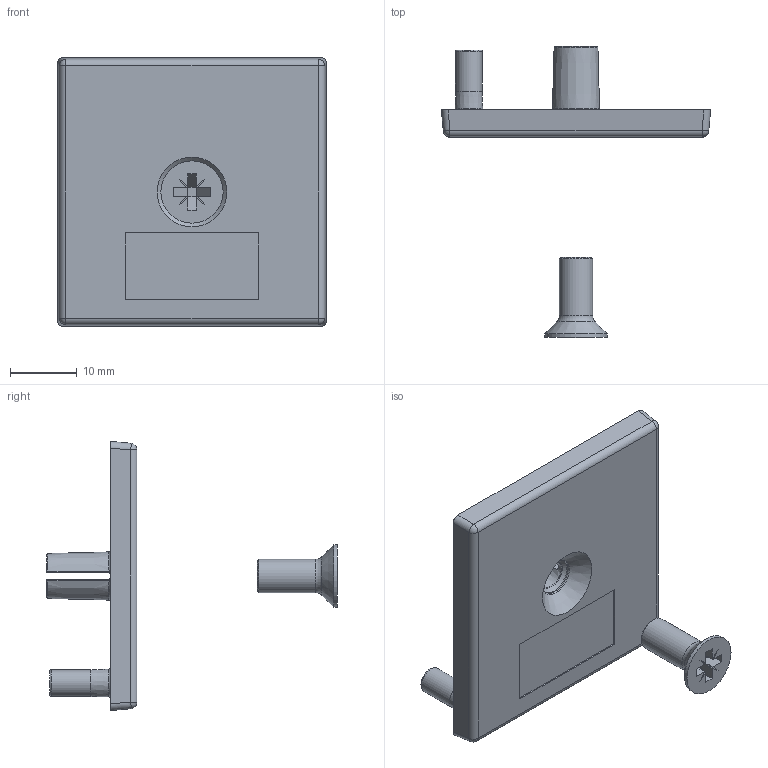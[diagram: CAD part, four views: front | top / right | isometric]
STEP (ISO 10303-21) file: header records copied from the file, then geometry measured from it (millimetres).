
FILE_DESCRIPTION(/* description */ (''),/* implementation_level */ '2;1');
FILE_NAME(/* name */ 'AES 4040.stp',/* time_stamp */ '2016-10-14T12:31:09+01:00',/* author */ ('kevin'),/* organization */ (''),/* preprocessor_version */ 'ST-DEVELOPER v15.2',/* originating_system */ 'Autodesk Inventor 2014',/* authorisation */ '');
FILE_SCHEMA (('AUTOMOTIVE_DESIGN { 1 0 10303 214 3 1 1 }'));
Length unit declared in the file: millimetre
Products named in the file (3): AES 4040; 301015x12
Bounding box: 40.2 x 43.46 x 40.2 mm (x, y, z)
Volume: 5279.3 mm3; surface area: 4960.4 mm2
Topology: 2 solids, 2 shells, 194 faces, 456 edges, 273 vertices
Faces by surface type: plane 69, cylinder 64, torus 40, cone 9, bspline 8, sphere 4
Full cylindrical faces by diameter (mm): 4 x1, 5 x1, 5.5 x1, 9.3 x1
Entity records: 5768 total; most frequent: CARTESIAN_POINT 1305, DIRECTION 960, ORIENTED_EDGE 874, EDGE_CURVE 437, AXIS2_PLACEMENT_3D 368, VERTEX_POINT 269, LINE 224, VECTOR 224
